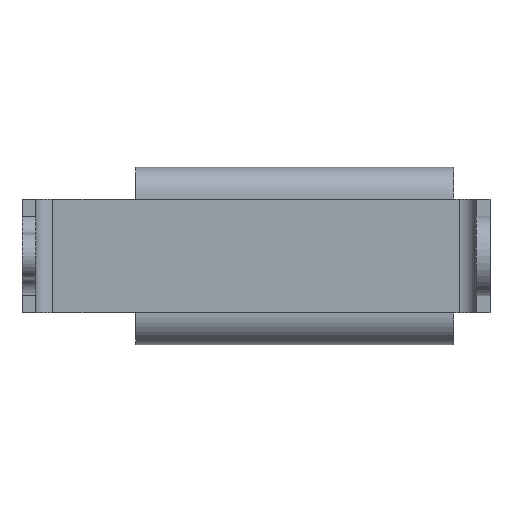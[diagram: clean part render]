
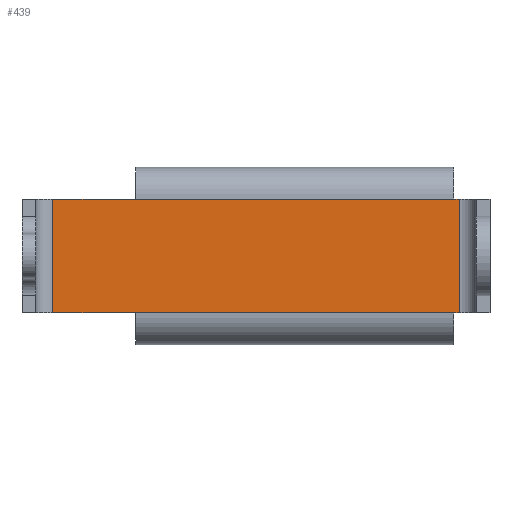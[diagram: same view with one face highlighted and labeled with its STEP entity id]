
A CAD part, front view. The second image highlights one B-rep face of the part: STEP entity #439.
In plain terms, the highlighted planar face has unit normal (0, -1, 0).
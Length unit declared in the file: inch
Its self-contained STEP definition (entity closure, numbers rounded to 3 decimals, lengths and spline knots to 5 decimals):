
#9 = EDGE_CURVE ( 'NONE', #19, #217, #524, .T. ) ;
#19 = VERTEX_POINT ( 'NONE', #594 ) ;
#87 = VERTEX_POINT ( 'NONE', #795 ) ;
#99 = EDGE_CURVE ( 'NONE', #87, #100, #817, .T. ) ;
#100 = VERTEX_POINT ( 'NONE', #818 ) ;
#107 = VERTEX_POINT ( 'NONE', #713 ) ;
#166 = EDGE_CURVE ( 'NONE', #167, #168, #936, .T. ) ;
#167 = VERTEX_POINT ( 'NONE', #1055 ) ;
#168 = VERTEX_POINT ( 'NONE', #1054 ) ;
#201 = EDGE_CURVE ( 'NONE', #203, #107, #979, .T. ) ;
#203 = VERTEX_POINT ( 'NONE', #975 ) ;
#217 = VERTEX_POINT ( 'NONE', #846 ) ;
#302 = ORIENTED_EDGE ( 'NONE', *, *, #201, .T. ) ;
#307 = EDGE_CURVE ( 'NONE', #203, #167, #1136, .T. ) ;
#330 = EDGE_CURVE ( 'NONE', #107, #19, #1156, .T. ) ;
#331 = ORIENTED_EDGE ( 'NONE', *, *, #332, .F. ) ;
#332 = EDGE_CURVE ( 'NONE', #168, #87, #1307, .T. ) ;
#333 = ORIENTED_EDGE ( 'NONE', *, *, #428, .T. ) ;
#334 = ORIENTED_EDGE ( 'NONE', *, *, #99, .F. ) ;
#399 = EDGE_LOOP ( 'NONE', ( #406, #408, #302, #440, #431, #333, #334, #331 ) ) ;
#406 = ORIENTED_EDGE ( 'NONE', *, *, #166, .F. ) ;
#408 = ORIENTED_EDGE ( 'NONE', *, *, #307, .F. ) ;
#428 = EDGE_CURVE ( 'NONE', #217, #100, #1394, .T. ) ;
#431 = ORIENTED_EDGE ( 'NONE', *, *, #9, .T. ) ;
#439 = ADVANCED_FACE ( 'NONE', ( #1338 ), #1337, .T. ) ;
#440 = ORIENTED_EDGE ( 'NONE', *, *, #330, .T. ) ;
#524 = LINE ( 'NONE', #617, #616 ) ;
#594 = CARTESIAN_POINT ( 'NONE',  ( -0.312, 0.2, 0.1 ) ) ;
#615 = DIRECTION ( 'NONE',  ( -1., 0., 0. ) ) ;
#616 = VECTOR ( 'NONE', #615, 39.37008 ) ;
#617 = CARTESIAN_POINT ( 'NONE',  ( -0.027, 0.2, 0.1 ) ) ;
#713 = CARTESIAN_POINT ( 'NONE',  ( -0.032, 0.2, 0.1 ) ) ;
#795 = CARTESIAN_POINT ( 'NONE',  ( -0.312, 0.2, 0. ) ) ;
#814 = DIRECTION ( 'NONE',  ( -1., 0., 0. ) ) ;
#815 = VECTOR ( 'NONE', #814, 39.37008 ) ;
#816 = CARTESIAN_POINT ( 'NONE',  ( -0.027, 0.2, 0. ) ) ;
#817 = LINE ( 'NONE', #816, #815 ) ;
#818 = CARTESIAN_POINT ( 'NONE',  ( -0.385, 0.2, 0. ) ) ;
#846 = CARTESIAN_POINT ( 'NONE',  ( -0.385, 0.2, 0.1 ) ) ;
#936 = LINE ( 'NONE', #1058, #1057 ) ;
#975 = CARTESIAN_POINT ( 'NONE',  ( -0.027, 0.2, 0.1 ) ) ;
#976 = DIRECTION ( 'NONE',  ( -1., 0., 0. ) ) ;
#977 = VECTOR ( 'NONE', #976, 39.37008 ) ;
#978 = CARTESIAN_POINT ( 'NONE',  ( -0.027, 0.2, 0.1 ) ) ;
#979 = LINE ( 'NONE', #978, #977 ) ;
#1054 = CARTESIAN_POINT ( 'NONE',  ( -0.032, 0.2, 0. ) ) ;
#1055 = CARTESIAN_POINT ( 'NONE',  ( -0.027, 0.2, 0. ) ) ;
#1056 = DIRECTION ( 'NONE',  ( -1., 0., 0. ) ) ;
#1057 = VECTOR ( 'NONE', #1056, 39.37008 ) ;
#1058 = CARTESIAN_POINT ( 'NONE',  ( -0.027, 0.2, 0. ) ) ;
#1133 = DIRECTION ( 'NONE',  ( 0., 0., -1. ) ) ;
#1134 = VECTOR ( 'NONE', #1133, 39.37008 ) ;
#1135 = CARTESIAN_POINT ( 'NONE',  ( -0.027, 0.2, 0.1 ) ) ;
#1136 = LINE ( 'NONE', #1135, #1134 ) ;
#1153 = DIRECTION ( 'NONE',  ( -1., 0., 0. ) ) ;
#1154 = VECTOR ( 'NONE', #1153, 39.37008 ) ;
#1155 = CARTESIAN_POINT ( 'NONE',  ( -0.312, 0.2, 0.1 ) ) ;
#1156 = LINE ( 'NONE', #1155, #1154 ) ;
#1304 = DIRECTION ( 'NONE',  ( -1., 0., 0. ) ) ;
#1305 = VECTOR ( 'NONE', #1304, 39.37008 ) ;
#1306 = CARTESIAN_POINT ( 'NONE',  ( -0.312, 0.2, 0. ) ) ;
#1307 = LINE ( 'NONE', #1306, #1305 ) ;
#1333 = DIRECTION ( 'NONE',  ( 1., 0., 0. ) ) ;
#1334 = DIRECTION ( 'NONE',  ( 0., -1., 0. ) ) ;
#1335 = CARTESIAN_POINT ( 'NONE',  ( -0.027, 0.2, 0.1 ) ) ;
#1336 = AXIS2_PLACEMENT_3D ( 'NONE', #1335, #1334, #1333 ) ;
#1337 = PLANE ( 'NONE',  #1336 ) ;
#1338 = FACE_OUTER_BOUND ( 'NONE', #399, .T. ) ;
#1391 = DIRECTION ( 'NONE',  ( 0., 0., -1. ) ) ;
#1392 = VECTOR ( 'NONE', #1391, 39.37008 ) ;
#1393 = CARTESIAN_POINT ( 'NONE',  ( -0.385, 0.2, 0.1 ) ) ;
#1394 = LINE ( 'NONE', #1393, #1392 ) ;
